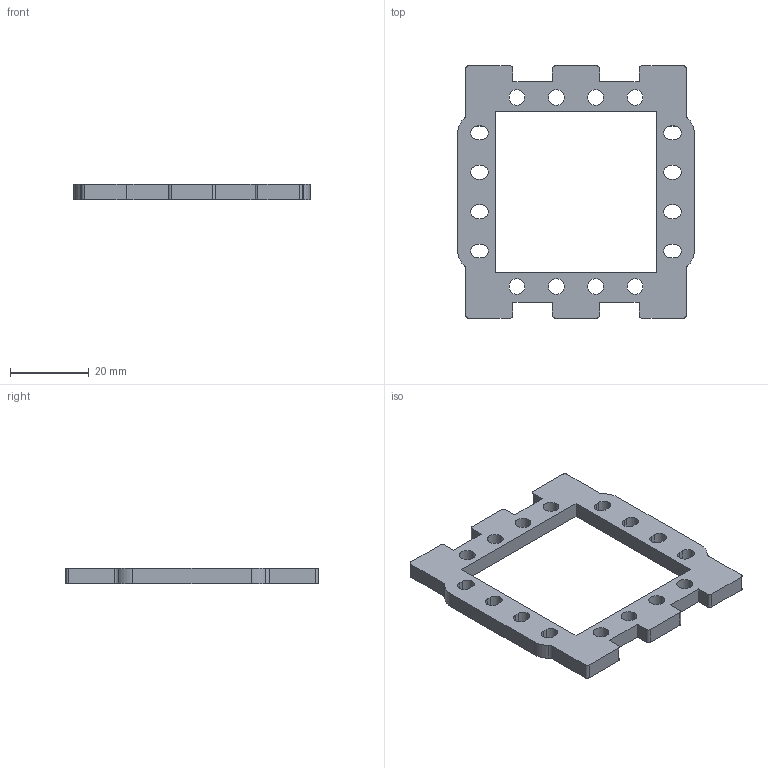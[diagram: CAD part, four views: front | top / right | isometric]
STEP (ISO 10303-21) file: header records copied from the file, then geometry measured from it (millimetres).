
FILE_DESCRIPTION(('STEP AP242'), '1');
FILE_NAME('Ðàìêà', '', ('UNSPECIFIED'), ('UNSPECIFIED'), 'C3D Converter', 'C3D Toolkit', '');
FILE_SCHEMA(('AP242_MANAGED_MODEL_BASED_3D_ENGINEERING_MIM_LF { 1 0 10303 442 1 1 4 }'));
Length unit declared in the file: millimetre
Bounding box: 60 x 64 x 4 mm (x, y, z)
Volume: 6715 mm3; surface area: 5913.9 mm2
Topology: 1 solids, 1 shells, 90 faces, 264 edges, 178 vertices
Faces by surface type: plane 46, cylinder 44
Full cylindrical faces by diameter (mm): 4 x8
Entity records: 3090 total; most frequent: DIRECTION 526, CARTESIAN_POINT 525, ORIENTED_EDGE 512, EDGE_CURVE 256, AXIS2_PLACEMENT_3D 179, VERTEX_POINT 176, LINE 168, VECTOR 168
